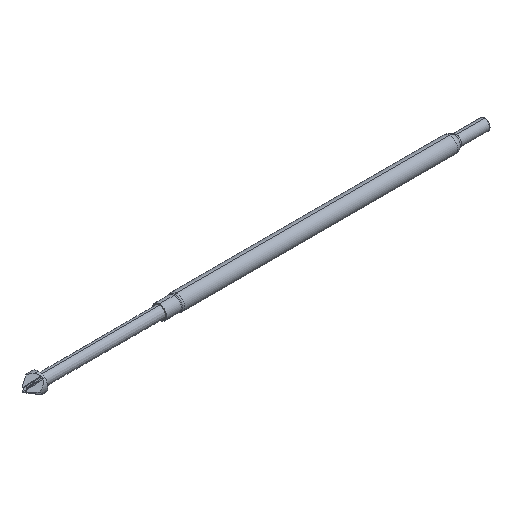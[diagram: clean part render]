
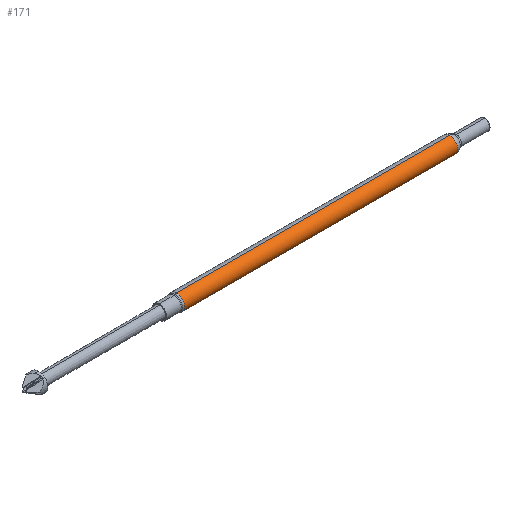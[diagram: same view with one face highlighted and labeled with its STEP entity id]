
A CAD part, isometric view. The second image highlights one B-rep face of the part: STEP entity #171.
In plain terms, the highlighted cylindrical face has radius 0.683 mm (diameter 1.367 mm), a partial arc.
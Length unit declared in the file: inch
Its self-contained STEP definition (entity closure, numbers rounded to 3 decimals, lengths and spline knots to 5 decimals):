
#171 = ADVANCED_FACE ( 'NONE', ( #726 ), #3191, .T. ) ;
#258 = CIRCLE ( 'NONE', #888, 0.0269 ) ;
#397 = CARTESIAN_POINT ( 'NONE',  ( 0., 0., 0.0269 ) ) ;
#533 = CARTESIAN_POINT ( 'NONE',  ( 0.98, 0., -0.0269 ) ) ;
#726 = FACE_OUTER_BOUND ( 'NONE', #1869, .T. ) ;
#733 = CARTESIAN_POINT ( 'NONE',  ( 0.98, 0., 0.0269 ) ) ;
#818 = ORIENTED_EDGE ( 'NONE', *, *, #2318, .F. ) ;
#888 = AXIS2_PLACEMENT_3D ( 'NONE', #6033, #4886, #7376 ) ;
#895 = EDGE_CURVE ( 'NONE', #3153, #3287, #258, .T. ) ;
#1652 = DIRECTION ( 'NONE',  ( 1., 0., 0. ) ) ;
#1869 = EDGE_LOOP ( 'NONE', ( #818, #2370, #6188, #2745 ) ) ;
#1967 = DIRECTION ( 'NONE',  ( 0., 0., 1. ) ) ;
#2166 = DIRECTION ( 'NONE',  ( 0., 0., -1. ) ) ;
#2247 = CARTESIAN_POINT ( 'NONE',  ( 0.05807, 0., 0.0269 ) ) ;
#2318 = EDGE_CURVE ( 'NONE', #3153, #3846, #7170, .T. ) ;
#2370 = ORIENTED_EDGE ( 'NONE', *, *, #895, .T. ) ;
#2533 = AXIS2_PLACEMENT_3D ( 'NONE', #6579, #1652, #2166 ) ;
#2576 = CARTESIAN_POINT ( 'NONE',  ( 0., 0., 0. ) ) ;
#2737 = CARTESIAN_POINT ( 'NONE',  ( 0., 0., -0.0269 ) ) ;
#2745 = ORIENTED_EDGE ( 'NONE', *, *, #6123, .T. ) ;
#3153 = VERTEX_POINT ( 'NONE', #533 ) ;
#3191 = CYLINDRICAL_SURFACE ( 'NONE', #5168, 0.0269 ) ;
#3287 = VERTEX_POINT ( 'NONE', #733 ) ;
#3458 = LINE ( 'NONE', #397, #5797 ) ;
#3680 = DIRECTION ( 'NONE',  ( -1., 0., 0. ) ) ;
#3846 = VERTEX_POINT ( 'NONE', #5775 ) ;
#4675 = DIRECTION ( 'NONE',  ( -1., 0., 0. ) ) ;
#4708 = DIRECTION ( 'NONE',  ( -1., 0., 0. ) ) ;
#4886 = DIRECTION ( 'NONE',  ( -1., 0., 0. ) ) ;
#5168 = AXIS2_PLACEMENT_3D ( 'NONE', #2576, #3680, #1967 ) ;
#5775 = CARTESIAN_POINT ( 'NONE',  ( 0.05807, 0., -0.0269 ) ) ;
#5797 = VECTOR ( 'NONE', #4708, 39.37008 ) ;
#6033 = CARTESIAN_POINT ( 'NONE',  ( 0.98, 0., 0. ) ) ;
#6082 = VERTEX_POINT ( 'NONE', #2247 ) ;
#6123 = EDGE_CURVE ( 'NONE', #6082, #3846, #7209, .T. ) ;
#6188 = ORIENTED_EDGE ( 'NONE', *, *, #6704, .T. ) ;
#6579 = CARTESIAN_POINT ( 'NONE',  ( 0.05807, 0., 0. ) ) ;
#6704 = EDGE_CURVE ( 'NONE', #3287, #6082, #3458, .T. ) ;
#7170 = LINE ( 'NONE', #2737, #7612 ) ;
#7209 = CIRCLE ( 'NONE', #2533, 0.0269 ) ;
#7376 = DIRECTION ( 'NONE',  ( 0., 0., 1. ) ) ;
#7612 = VECTOR ( 'NONE', #4675, 39.37008 ) ;
